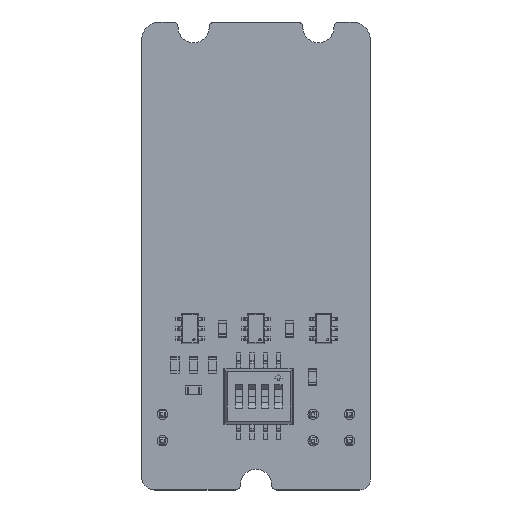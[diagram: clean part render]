
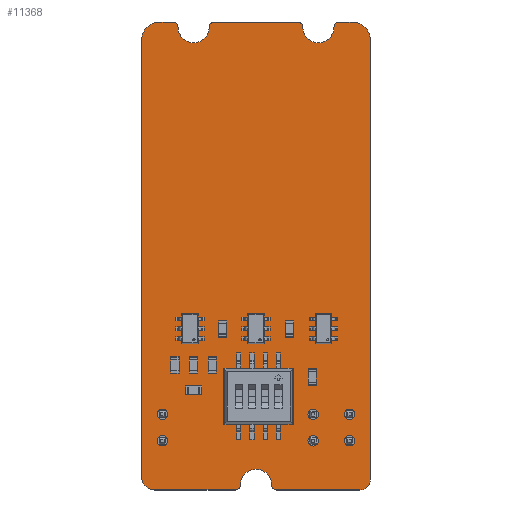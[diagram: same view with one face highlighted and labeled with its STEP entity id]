
A CAD part, top view. The second image highlights one B-rep face of the part: STEP entity #11368.
In plain terms, the highlighted planar face has unit normal (0, 0, 1).
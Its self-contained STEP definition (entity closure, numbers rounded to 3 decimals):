
#11039 = VERTEX_POINT('',#11040);
#11040 = CARTESIAN_POINT('',(2.,70.,1.51));
#11046 = EDGE_CURVE('',#11039,#11047,#11049,.T.);
#11047 = VERTEX_POINT('',#11048);
#11048 = CARTESIAN_POINT('',(2.5,69.5,1.51));
#11049 = CIRCLE('',#11050,0.5);
#11050 = AXIS2_PLACEMENT_3D('',#11051,#11052,#11053);
#11051 = CARTESIAN_POINT('',(2.,69.5,1.51));
#11052 = DIRECTION('',(0.,0.,-1.));
#11053 = DIRECTION('',(0.,1.,0.));
#11081 = VERTEX_POINT('',#11082);
#11082 = CARTESIAN_POINT('',(0.75,70.,1.51));
#11088 = EDGE_CURVE('',#11081,#11039,#11089,.T.);
#11089 = LINE('',#11090,#11091);
#11090 = CARTESIAN_POINT('',(0.75,70.,1.51));
#11091 = VECTOR('',#11092,1.);
#11092 = DIRECTION('',(1.,0.,0.));
#11110 = EDGE_CURVE('',#11047,#11111,#11113,.T.);
#11111 = VERTEX_POINT('',#11112);
#11112 = CARTESIAN_POINT('',(5.5,69.5,1.51));
#11113 = CIRCLE('',#11114,1.5);
#11114 = AXIS2_PLACEMENT_3D('',#11115,#11116,#11117);
#11115 = CARTESIAN_POINT('',(4.,69.5,1.51));
#11116 = DIRECTION('',(0.,0.,1.));
#11117 = DIRECTION('',(-1.,0.,-0.));
#11368 = ADVANCED_FACE('',(#11369,#11527,#11538,#11549,#11560,#11571,
    #11582),#11593,.T.);
#11369 = FACE_BOUND('',#11370,.T.);
#11370 = EDGE_LOOP('',(#11371,#11372,#11373,#11382,#11390,#11399,#11407,
    #11416,#11425,#11434,#11442,#11451,#11459,#11467,#11476,#11484,
    #11493,#11502,#11511,#11519,#11526));
#11371 = ORIENTED_EDGE('',*,*,#11046,.F.);
#11372 = ORIENTED_EDGE('',*,*,#11088,.F.);
#11373 = ORIENTED_EDGE('',*,*,#11374,.F.);
#11374 = EDGE_CURVE('',#11375,#11081,#11377,.T.);
#11375 = VERTEX_POINT('',#11376);
#11376 = CARTESIAN_POINT('',(-1.,68.25,1.51));
#11377 = CIRCLE('',#11378,1.75);
#11378 = AXIS2_PLACEMENT_3D('',#11379,#11380,#11381);
#11379 = CARTESIAN_POINT('',(0.75,68.25,1.51));
#11380 = DIRECTION('',(0.,0.,-1.));
#11381 = DIRECTION('',(-1.,0.,-0.));
#11382 = ORIENTED_EDGE('',*,*,#11383,.F.);
#11383 = EDGE_CURVE('',#11384,#11375,#11386,.T.);
#11384 = VERTEX_POINT('',#11385);
#11385 = CARTESIAN_POINT('',(-1.,26.25,1.51));
#11386 = LINE('',#11387,#11388);
#11387 = CARTESIAN_POINT('',(-1.,26.25,1.51));
#11388 = VECTOR('',#11389,1.);
#11389 = DIRECTION('',(0.,1.,0.));
#11390 = ORIENTED_EDGE('',*,*,#11391,.F.);
#11391 = EDGE_CURVE('',#11392,#11384,#11394,.T.);
#11392 = VERTEX_POINT('',#11393);
#11393 = CARTESIAN_POINT('',(0.25,25.,1.51));
#11394 = CIRCLE('',#11395,1.25);
#11395 = AXIS2_PLACEMENT_3D('',#11396,#11397,#11398);
#11396 = CARTESIAN_POINT('',(0.25,26.25,1.51));
#11397 = DIRECTION('',(0.,0.,-1.));
#11398 = DIRECTION('',(0.,-1.,-0.));
#11399 = ORIENTED_EDGE('',*,*,#11400,.F.);
#11400 = EDGE_CURVE('',#11401,#11392,#11403,.T.);
#11401 = VERTEX_POINT('',#11402);
#11402 = CARTESIAN_POINT('',(8.,25.,1.51));
#11403 = LINE('',#11404,#11405);
#11404 = CARTESIAN_POINT('',(8.,25.,1.51));
#11405 = VECTOR('',#11406,1.);
#11406 = DIRECTION('',(-1.,0.,0.));
#11407 = ORIENTED_EDGE('',*,*,#11408,.F.);
#11408 = EDGE_CURVE('',#11409,#11401,#11411,.T.);
#11409 = VERTEX_POINT('',#11410);
#11410 = CARTESIAN_POINT('',(8.5,25.5,1.51));
#11411 = CIRCLE('',#11412,0.5);
#11412 = AXIS2_PLACEMENT_3D('',#11413,#11414,#11415);
#11413 = CARTESIAN_POINT('',(8.,25.5,1.51));
#11414 = DIRECTION('',(0.,0.,-1.));
#11415 = DIRECTION('',(1.,0.,0.));
#11416 = ORIENTED_EDGE('',*,*,#11417,.F.);
#11417 = EDGE_CURVE('',#11418,#11409,#11420,.T.);
#11418 = VERTEX_POINT('',#11419);
#11419 = CARTESIAN_POINT('',(11.5,25.5,1.51));
#11420 = CIRCLE('',#11421,1.5);
#11421 = AXIS2_PLACEMENT_3D('',#11422,#11423,#11424);
#11422 = CARTESIAN_POINT('',(10.,25.5,1.51));
#11423 = DIRECTION('',(0.,0.,1.));
#11424 = DIRECTION('',(1.,0.,-0.));
#11425 = ORIENTED_EDGE('',*,*,#11426,.F.);
#11426 = EDGE_CURVE('',#11427,#11418,#11429,.T.);
#11427 = VERTEX_POINT('',#11428);
#11428 = CARTESIAN_POINT('',(12.,25.,1.51));
#11429 = CIRCLE('',#11430,0.5);
#11430 = AXIS2_PLACEMENT_3D('',#11431,#11432,#11433);
#11431 = CARTESIAN_POINT('',(12.,25.5,1.51));
#11432 = DIRECTION('',(0.,0.,-1.));
#11433 = DIRECTION('',(0.,-1.,-0.));
#11434 = ORIENTED_EDGE('',*,*,#11435,.F.);
#11435 = EDGE_CURVE('',#11436,#11427,#11438,.T.);
#11436 = VERTEX_POINT('',#11437);
#11437 = CARTESIAN_POINT('',(20.,25.,1.51));
#11438 = LINE('',#11439,#11440);
#11439 = CARTESIAN_POINT('',(20.,25.,1.51));
#11440 = VECTOR('',#11441,1.);
#11441 = DIRECTION('',(-1.,0.,0.));
#11442 = ORIENTED_EDGE('',*,*,#11443,.F.);
#11443 = EDGE_CURVE('',#11444,#11436,#11446,.T.);
#11444 = VERTEX_POINT('',#11445);
#11445 = CARTESIAN_POINT('',(21.,26.,1.51));
#11446 = CIRCLE('',#11447,1.);
#11447 = AXIS2_PLACEMENT_3D('',#11448,#11449,#11450);
#11448 = CARTESIAN_POINT('',(20.,26.,1.51));
#11449 = DIRECTION('',(0.,0.,-1.));
#11450 = DIRECTION('',(1.,0.,0.));
#11451 = ORIENTED_EDGE('',*,*,#11452,.F.);
#11452 = EDGE_CURVE('',#11453,#11444,#11455,.T.);
#11453 = VERTEX_POINT('',#11454);
#11454 = CARTESIAN_POINT('',(21.,67.25,1.51));
#11455 = LINE('',#11456,#11457);
#11456 = CARTESIAN_POINT('',(21.,67.25,1.51));
#11457 = VECTOR('',#11458,1.);
#11458 = DIRECTION('',(0.,-1.,0.));
#11459 = ORIENTED_EDGE('',*,*,#11460,.F.);
#11460 = EDGE_CURVE('',#11461,#11453,#11463,.T.);
#11461 = VERTEX_POINT('',#11462);
#11462 = CARTESIAN_POINT('',(21.,68.25,1.51));
#11463 = LINE('',#11464,#11465);
#11464 = CARTESIAN_POINT('',(21.,68.25,1.51));
#11465 = VECTOR('',#11466,1.);
#11466 = DIRECTION('',(0.,-1.,0.));
#11467 = ORIENTED_EDGE('',*,*,#11468,.F.);
#11468 = EDGE_CURVE('',#11469,#11461,#11471,.T.);
#11469 = VERTEX_POINT('',#11470);
#11470 = CARTESIAN_POINT('',(19.25,70.,1.51));
#11471 = CIRCLE('',#11472,1.75);
#11472 = AXIS2_PLACEMENT_3D('',#11473,#11474,#11475);
#11473 = CARTESIAN_POINT('',(19.25,68.25,1.51));
#11474 = DIRECTION('',(0.,0.,-1.));
#11475 = DIRECTION('',(0.,1.,0.));
#11476 = ORIENTED_EDGE('',*,*,#11477,.F.);
#11477 = EDGE_CURVE('',#11478,#11469,#11480,.T.);
#11478 = VERTEX_POINT('',#11479);
#11479 = CARTESIAN_POINT('',(18.,70.,1.51));
#11480 = LINE('',#11481,#11482);
#11481 = CARTESIAN_POINT('',(18.,70.,1.51));
#11482 = VECTOR('',#11483,1.);
#11483 = DIRECTION('',(1.,0.,0.));
#11484 = ORIENTED_EDGE('',*,*,#11485,.F.);
#11485 = EDGE_CURVE('',#11486,#11478,#11488,.T.);
#11486 = VERTEX_POINT('',#11487);
#11487 = CARTESIAN_POINT('',(17.5,69.5,1.51));
#11488 = CIRCLE('',#11489,0.5);
#11489 = AXIS2_PLACEMENT_3D('',#11490,#11491,#11492);
#11490 = CARTESIAN_POINT('',(18.,69.5,1.51));
#11491 = DIRECTION('',(0.,0.,-1.));
#11492 = DIRECTION('',(-1.,0.,0.));
#11493 = ORIENTED_EDGE('',*,*,#11494,.F.);
#11494 = EDGE_CURVE('',#11495,#11486,#11497,.T.);
#11495 = VERTEX_POINT('',#11496);
#11496 = CARTESIAN_POINT('',(14.5,69.5,1.51));
#11497 = CIRCLE('',#11498,1.5);
#11498 = AXIS2_PLACEMENT_3D('',#11499,#11500,#11501);
#11499 = CARTESIAN_POINT('',(16.,69.5,1.51));
#11500 = DIRECTION('',(0.,0.,1.));
#11501 = DIRECTION('',(-1.,0.,-0.));
#11502 = ORIENTED_EDGE('',*,*,#11503,.F.);
#11503 = EDGE_CURVE('',#11504,#11495,#11506,.T.);
#11504 = VERTEX_POINT('',#11505);
#11505 = CARTESIAN_POINT('',(14.,70.,1.51));
#11506 = CIRCLE('',#11507,0.5);
#11507 = AXIS2_PLACEMENT_3D('',#11508,#11509,#11510);
#11508 = CARTESIAN_POINT('',(14.,69.5,1.51));
#11509 = DIRECTION('',(0.,0.,-1.));
#11510 = DIRECTION('',(0.,1.,0.));
#11511 = ORIENTED_EDGE('',*,*,#11512,.F.);
#11512 = EDGE_CURVE('',#11513,#11504,#11515,.T.);
#11513 = VERTEX_POINT('',#11514);
#11514 = CARTESIAN_POINT('',(6.,70.,1.51));
#11515 = LINE('',#11516,#11517);
#11516 = CARTESIAN_POINT('',(6.,70.,1.51));
#11517 = VECTOR('',#11518,1.);
#11518 = DIRECTION('',(1.,0.,0.));
#11519 = ORIENTED_EDGE('',*,*,#11520,.F.);
#11520 = EDGE_CURVE('',#11111,#11513,#11521,.T.);
#11521 = CIRCLE('',#11522,0.5);
#11522 = AXIS2_PLACEMENT_3D('',#11523,#11524,#11525);
#11523 = CARTESIAN_POINT('',(6.,69.5,1.51));
#11524 = DIRECTION('',(0.,0.,-1.));
#11525 = DIRECTION('',(-1.,0.,0.));
#11526 = ORIENTED_EDGE('',*,*,#11110,.F.);
#11527 = FACE_BOUND('',#11528,.T.);
#11528 = EDGE_LOOP('',(#11529));
#11529 = ORIENTED_EDGE('',*,*,#11530,.T.);
#11530 = EDGE_CURVE('',#11531,#11531,#11533,.T.);
#11531 = VERTEX_POINT('',#11532);
#11532 = CARTESIAN_POINT('',(1.,29.235,1.51));
#11533 = CIRCLE('',#11534,0.5);
#11534 = AXIS2_PLACEMENT_3D('',#11535,#11536,#11537);
#11535 = CARTESIAN_POINT('',(1.,29.735,1.51));
#11536 = DIRECTION('',(-0.,0.,-1.));
#11537 = DIRECTION('',(-0.,-1.,0.));
#11538 = FACE_BOUND('',#11539,.T.);
#11539 = EDGE_LOOP('',(#11540));
#11540 = ORIENTED_EDGE('',*,*,#11541,.T.);
#11541 = EDGE_CURVE('',#11542,#11542,#11544,.T.);
#11542 = VERTEX_POINT('',#11543);
#11543 = CARTESIAN_POINT('',(15.5,29.225,1.51));
#11544 = CIRCLE('',#11545,0.5);
#11545 = AXIS2_PLACEMENT_3D('',#11546,#11547,#11548);
#11546 = CARTESIAN_POINT('',(15.5,29.725,1.51));
#11547 = DIRECTION('',(-0.,0.,-1.));
#11548 = DIRECTION('',(-0.,-1.,0.));
#11549 = FACE_BOUND('',#11550,.T.);
#11550 = EDGE_LOOP('',(#11551));
#11551 = ORIENTED_EDGE('',*,*,#11552,.T.);
#11552 = EDGE_CURVE('',#11553,#11553,#11555,.T.);
#11553 = VERTEX_POINT('',#11554);
#11554 = CARTESIAN_POINT('',(19.,29.235,1.51));
#11555 = CIRCLE('',#11556,0.5);
#11556 = AXIS2_PLACEMENT_3D('',#11557,#11558,#11559);
#11557 = CARTESIAN_POINT('',(19.,29.735,1.51));
#11558 = DIRECTION('',(-0.,0.,-1.));
#11559 = DIRECTION('',(-0.,-1.,0.));
#11560 = FACE_BOUND('',#11561,.T.);
#11561 = EDGE_LOOP('',(#11562));
#11562 = ORIENTED_EDGE('',*,*,#11563,.T.);
#11563 = EDGE_CURVE('',#11564,#11564,#11566,.T.);
#11564 = VERTEX_POINT('',#11565);
#11565 = CARTESIAN_POINT('',(1.,31.775,1.51));
#11566 = CIRCLE('',#11567,0.5);
#11567 = AXIS2_PLACEMENT_3D('',#11568,#11569,#11570);
#11568 = CARTESIAN_POINT('',(1.,32.275,1.51));
#11569 = DIRECTION('',(-0.,0.,-1.));
#11570 = DIRECTION('',(-0.,-1.,0.));
#11571 = FACE_BOUND('',#11572,.T.);
#11572 = EDGE_LOOP('',(#11573));
#11573 = ORIENTED_EDGE('',*,*,#11574,.T.);
#11574 = EDGE_CURVE('',#11575,#11575,#11577,.T.);
#11575 = VERTEX_POINT('',#11576);
#11576 = CARTESIAN_POINT('',(15.5,31.765,1.51));
#11577 = CIRCLE('',#11578,0.5);
#11578 = AXIS2_PLACEMENT_3D('',#11579,#11580,#11581);
#11579 = CARTESIAN_POINT('',(15.5,32.265,1.51));
#11580 = DIRECTION('',(-0.,0.,-1.));
#11581 = DIRECTION('',(-0.,-1.,0.));
#11582 = FACE_BOUND('',#11583,.T.);
#11583 = EDGE_LOOP('',(#11584));
#11584 = ORIENTED_EDGE('',*,*,#11585,.T.);
#11585 = EDGE_CURVE('',#11586,#11586,#11588,.T.);
#11586 = VERTEX_POINT('',#11587);
#11587 = CARTESIAN_POINT('',(19.,31.775,1.51));
#11588 = CIRCLE('',#11589,0.5);
#11589 = AXIS2_PLACEMENT_3D('',#11590,#11591,#11592);
#11590 = CARTESIAN_POINT('',(19.,32.275,1.51));
#11591 = DIRECTION('',(-0.,0.,-1.));
#11592 = DIRECTION('',(-0.,-1.,0.));
#11593 = PLANE('',#11594);
#11594 = AXIS2_PLACEMENT_3D('',#11595,#11596,#11597);
#11595 = CARTESIAN_POINT('',(0.,0.,1.51));
#11596 = DIRECTION('',(0.,0.,1.));
#11597 = DIRECTION('',(1.,0.,-0.));
